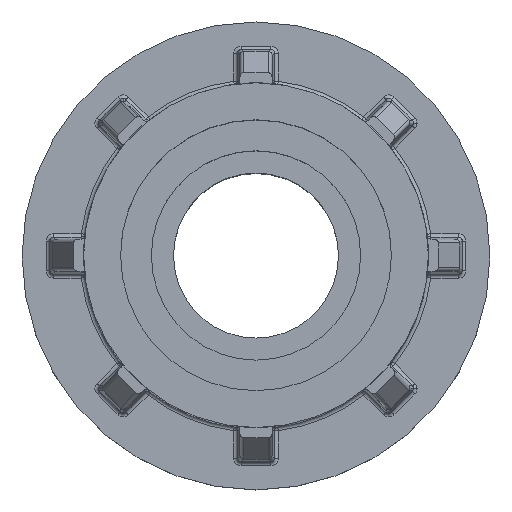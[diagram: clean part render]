
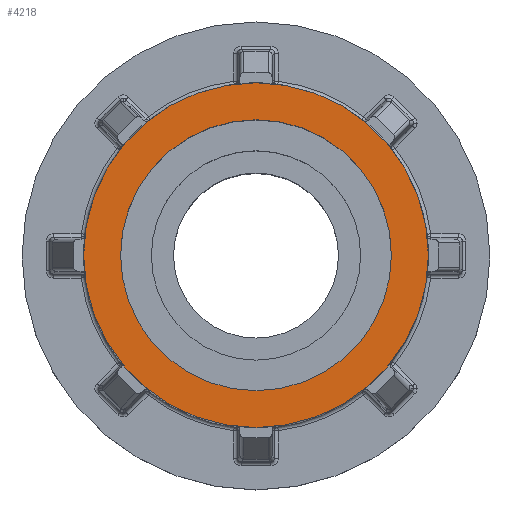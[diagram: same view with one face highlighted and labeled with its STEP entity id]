
A CAD part, top view. The second image highlights one B-rep face of the part: STEP entity #4218.
In plain terms, the highlighted planar face has unit normal (0, 0, 1).
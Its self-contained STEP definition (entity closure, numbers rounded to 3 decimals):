
#16 = EDGE_LOOP ( 'NONE', ( #2261, #5462 ) ) ;
#210 = CARTESIAN_POINT ( 'NONE',  ( -14., 0., 43. ) ) ;
#659 = VERTEX_POINT ( 'NONE', #8881 ) ;
#1583 = EDGE_CURVE ( 'NONE', #659, #2258, #8135, .T. ) ;
#1948 = ORIENTED_EDGE ( 'NONE', *, *, #2005, .T. ) ;
#2005 = EDGE_CURVE ( 'NONE', #2258, #659, #4225, .T. ) ;
#2013 = DIRECTION ( 'NONE',  ( 1., 0., 0. ) ) ;
#2056 = EDGE_CURVE ( 'NONE', #3699, #6156, #3511, .T. ) ;
#2258 = VERTEX_POINT ( 'NONE', #210 ) ;
#2261 = ORIENTED_EDGE ( 'NONE', *, *, #2952, .F. ) ;
#2402 = CARTESIAN_POINT ( 'NONE',  ( 0., 0., 43. ) ) ;
#2464 = DIRECTION ( 'NONE',  ( 0., 0., 1. ) ) ;
#2952 = EDGE_CURVE ( 'NONE', #6156, #3699, #7697, .T. ) ;
#3059 = CARTESIAN_POINT ( 'NONE',  ( 0., 0., 43. ) ) ;
#3156 = DIRECTION ( 'NONE',  ( 1., 0., 0. ) ) ;
#3490 = PLANE ( 'NONE',  #5525 ) ;
#3511 = CIRCLE ( 'NONE', #8373, 11. ) ;
#3699 = VERTEX_POINT ( 'NONE', #6164 ) ;
#3803 = DIRECTION ( 'NONE',  ( 1., 0., 0. ) ) ;
#4218 = ADVANCED_FACE ( 'NONE', ( #9446, #7703 ), #3490, .T. ) ;
#4225 = CIRCLE ( 'NONE', #8333, 14. ) ;
#4494 = DIRECTION ( 'NONE',  ( 0., 0., 1. ) ) ;
#5223 = ORIENTED_EDGE ( 'NONE', *, *, #1583, .T. ) ;
#5462 = ORIENTED_EDGE ( 'NONE', *, *, #2056, .F. ) ;
#5525 = AXIS2_PLACEMENT_3D ( 'NONE', #5707, #6463, #2013 ) ;
#5707 = CARTESIAN_POINT ( 'NONE',  ( 0., 0., 43. ) ) ;
#6156 = VERTEX_POINT ( 'NONE', #8856 ) ;
#6164 = CARTESIAN_POINT ( 'NONE',  ( -11., 0., 43. ) ) ;
#6278 = EDGE_LOOP ( 'NONE', ( #1948, #5223 ) ) ;
#6463 = DIRECTION ( 'NONE',  ( 0., 0., 1. ) ) ;
#6863 = CARTESIAN_POINT ( 'NONE',  ( 0., 0., 43. ) ) ;
#6934 = AXIS2_PLACEMENT_3D ( 'NONE', #8721, #4494, #9325 ) ;
#7481 = DIRECTION ( 'NONE',  ( 0., 0., 1. ) ) ;
#7543 = DIRECTION ( 'NONE',  ( 1., 0., 0. ) ) ;
#7697 = CIRCLE ( 'NONE', #6934, 11. ) ;
#7703 = FACE_OUTER_BOUND ( 'NONE', #6278, .T. ) ;
#8107 = DIRECTION ( 'NONE',  ( 0., 0., 1. ) ) ;
#8135 = CIRCLE ( 'NONE', #8719, 14. ) ;
#8333 = AXIS2_PLACEMENT_3D ( 'NONE', #3059, #8107, #3803 ) ;
#8373 = AXIS2_PLACEMENT_3D ( 'NONE', #2402, #7481, #3156 ) ;
#8719 = AXIS2_PLACEMENT_3D ( 'NONE', #6863, #2464, #7543 ) ;
#8721 = CARTESIAN_POINT ( 'NONE',  ( 0., 0., 43. ) ) ;
#8856 = CARTESIAN_POINT ( 'NONE',  ( 11., 0., 43. ) ) ;
#8881 = CARTESIAN_POINT ( 'NONE',  ( 14., 0., 43. ) ) ;
#9325 = DIRECTION ( 'NONE',  ( 1., 0., 0. ) ) ;
#9446 = FACE_BOUND ( 'NONE', #16, .T. ) ;
